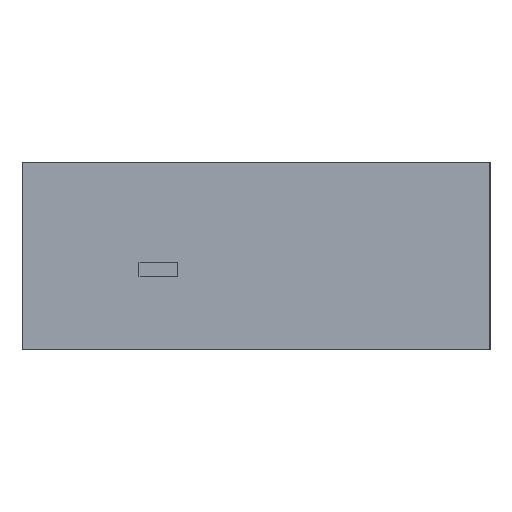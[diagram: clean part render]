
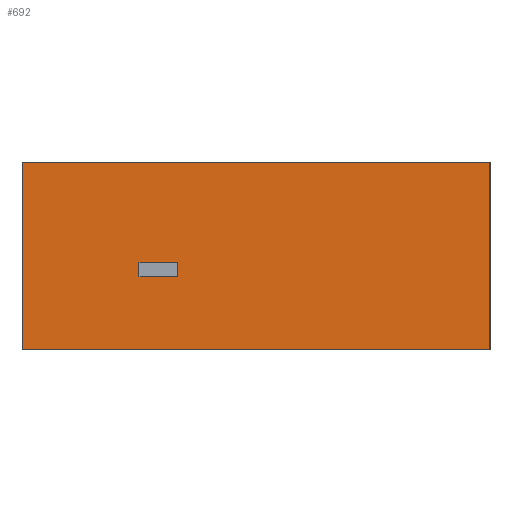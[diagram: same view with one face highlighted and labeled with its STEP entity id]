
A CAD part, left-side view. The second image highlights one B-rep face of the part: STEP entity #692.
In plain terms, the highlighted planar face has unit normal (-1, 0, 0).
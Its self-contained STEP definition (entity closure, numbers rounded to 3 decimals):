
#23=FACE_BOUND('',#110,.T.);
#67=FACE_OUTER_BOUND('',#109,.T.);
#109=EDGE_LOOP('',(#615,#616,#617,#618));
#110=EDGE_LOOP('',(#619,#620,#621,#622));
#171=LINE('',#1050,#258);
#173=LINE('',#1060,#260);
#178=LINE('',#1068,#265);
#181=LINE('',#1076,#268);
#184=LINE('',#1082,#271);
#187=LINE('',#1088,#274);
#190=LINE('',#1092,#277);
#198=LINE('',#1110,#285);
#258=VECTOR('',#855,10.);
#260=VECTOR('',#865,10.);
#265=VECTOR('',#872,10.);
#268=VECTOR('',#877,10.);
#271=VECTOR('',#882,10.);
#274=VECTOR('',#887,10.);
#277=VECTOR('',#892,10.);
#285=VECTOR('',#918,10.);
#331=VERTEX_POINT('',#1047);
#332=VERTEX_POINT('',#1049);
#336=VERTEX_POINT('',#1059);
#338=VERTEX_POINT('',#1066);
#341=VERTEX_POINT('',#1073);
#342=VERTEX_POINT('',#1075);
#344=VERTEX_POINT('',#1081);
#346=VERTEX_POINT('',#1087);
#410=EDGE_CURVE('',#332,#331,#171,.T.);
#415=EDGE_CURVE('',#336,#332,#173,.T.);
#420=EDGE_CURVE('',#338,#331,#178,.T.);
#423=EDGE_CURVE('',#342,#341,#181,.T.);
#426=EDGE_CURVE('',#344,#342,#184,.T.);
#429=EDGE_CURVE('',#346,#344,#187,.T.);
#432=EDGE_CURVE('',#341,#346,#190,.T.);
#440=EDGE_CURVE('',#336,#338,#198,.T.);
#615=ORIENTED_EDGE('',*,*,#415,.T.);
#616=ORIENTED_EDGE('',*,*,#410,.T.);
#617=ORIENTED_EDGE('',*,*,#420,.F.);
#618=ORIENTED_EDGE('',*,*,#440,.F.);
#619=ORIENTED_EDGE('',*,*,#429,.T.);
#620=ORIENTED_EDGE('',*,*,#426,.T.);
#621=ORIENTED_EDGE('',*,*,#423,.T.);
#622=ORIENTED_EDGE('',*,*,#432,.T.);
#657=PLANE('',#748);
#692=ADVANCED_FACE('',(#67,#23),#657,.T.);
#748=AXIS2_PLACEMENT_3D('',#1109,#916,#917);
#855=DIRECTION('',(0.,1.,0.));
#865=DIRECTION('',(0.,0.,1.));
#872=DIRECTION('',(0.,0.,1.));
#877=DIRECTION('',(0.,-1.,0.));
#882=DIRECTION('',(0.,0.,1.));
#887=DIRECTION('',(0.,1.,0.));
#892=DIRECTION('',(0.,0.,-1.));
#916=DIRECTION('center_axis',(-1.,0.,0.));
#917=DIRECTION('ref_axis',(0.,0.,1.));
#918=DIRECTION('',(0.,1.,0.));
#1047=CARTESIAN_POINT('',(-145.,100.,20.));
#1049=CARTESIAN_POINT('',(-145.,0.,20.));
#1050=CARTESIAN_POINT('',(-145.,0.,20.));
#1059=CARTESIAN_POINT('',(-145.,0.,-20.));
#1060=CARTESIAN_POINT('',(-145.,0.,-20.));
#1066=CARTESIAN_POINT('',(-145.,100.,-20.));
#1068=CARTESIAN_POINT('',(-145.,100.,-20.));
#1073=CARTESIAN_POINT('',(-145.,66.75,-1.4));
#1075=CARTESIAN_POINT('',(-145.,75.,-1.4));
#1076=CARTESIAN_POINT('',(-145.,37.5,-1.4));
#1081=CARTESIAN_POINT('',(-145.,75.,-4.4));
#1082=CARTESIAN_POINT('',(-145.,75.,-12.2));
#1087=CARTESIAN_POINT('',(-145.,66.75,-4.4));
#1088=CARTESIAN_POINT('',(-145.,33.375,-4.4));
#1092=CARTESIAN_POINT('',(-145.,66.75,-10.7));
#1109=CARTESIAN_POINT('Origin',(-145.,0.,-20.));
#1110=CARTESIAN_POINT('',(-145.,0.,-20.));
